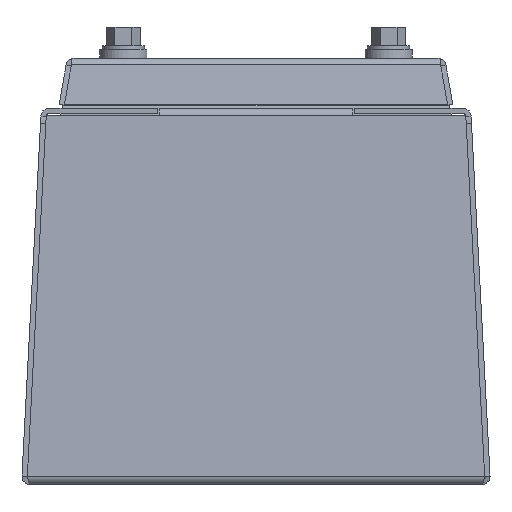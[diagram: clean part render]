
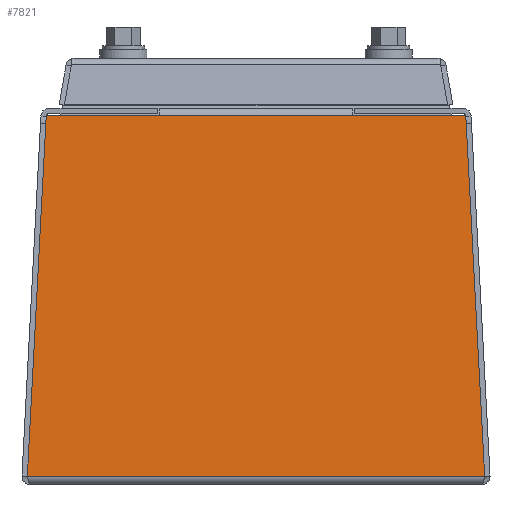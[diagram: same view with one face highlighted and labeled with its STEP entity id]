
A CAD part, left-side view. The second image highlights one B-rep face of the part: STEP entity #7821.
In plain terms, the highlighted planar face has unit normal (-0.999, 0, 0.052).
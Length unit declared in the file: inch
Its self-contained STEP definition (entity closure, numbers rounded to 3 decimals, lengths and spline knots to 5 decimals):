
#84 = CARTESIAN_POINT ( 'NONE',  ( -3.97242, -16.85702, 0.05998 ) ) ;
#208 = EDGE_CURVE ( 'NONE', #18178, #17196, #21536, .T. ) ;
#227 = VECTOR ( 'NONE', #6483, 39.37008 ) ;
#965 = ORIENTED_EDGE ( 'NONE', *, *, #208, .F. ) ;
#1291 = CARTESIAN_POINT ( 'NONE',  ( -3.77021, -16.85702, 3.9185 ) ) ;
#1518 = CARTESIAN_POINT ( 'NONE',  ( -3.97082, 2.43079, 0.0905 ) ) ;
#1644 = PLANE ( 'NONE',  #14826 ) ;
#2206 = ORIENTED_EDGE ( 'NONE', *, *, #17258, .T. ) ;
#2596 = CARTESIAN_POINT ( 'NONE',  ( -3.77021, 2.23017, 3.9185 ) ) ;
#2637 = VERTEX_POINT ( 'NONE', #21295 ) ;
#3557 = DIRECTION ( 'NONE',  ( 0.052, 0., 0.999 ) ) ;
#3642 = ORIENTED_EDGE ( 'NONE', *, *, #14256, .T. ) ;
#4356 = CARTESIAN_POINT ( 'NONE',  ( -3.77021, -2.23017, 3.9185 ) ) ;
#4890 = VERTEX_POINT ( 'NONE', #20802 ) ;
#5035 = DIRECTION ( 'NONE',  ( -0.999, 0., 0.052 ) ) ;
#5246 = CARTESIAN_POINT ( 'NONE',  ( -3.77021, 2.23017, 3.9185 ) ) ;
#5726 = LINE ( 'NONE', #9256, #21333 ) ;
#5951 = VERTEX_POINT ( 'NONE', #5246 ) ;
#6154 = CARTESIAN_POINT ( 'NONE',  ( -3.97082, -2.40194, 0.0905 ) ) ;
#6210 = DIRECTION ( 'NONE',  ( 0., 1., 0. ) ) ;
#6373 = VECTOR ( 'NONE', #11265, 39.37008 ) ;
#6483 = DIRECTION ( 'NONE',  ( 0., 1., 0. ) ) ;
#7090 = EDGE_CURVE ( 'NONE', #5951, #17196, #17995, .T. ) ;
#7417 = EDGE_LOOP ( 'NONE', ( #3642, #19679, #2206, #11344, #965, #19237 ) ) ;
#7821 = ADVANCED_FACE ( 'NONE', ( #15262 ), #1644, .T. ) ;
#7935 = VERTEX_POINT ( 'NONE', #4356 ) ;
#9256 = CARTESIAN_POINT ( 'NONE',  ( -3.77021, -16.85702, 3.9185 ) ) ;
#9904 = EDGE_CURVE ( 'NONE', #2637, #4890, #5726, .T. ) ;
#10887 = VECTOR ( 'NONE', #19913, 39.37008 ) ;
#10953 = DIRECTION ( 'NONE',  ( 0., 1., 0. ) ) ;
#11265 = DIRECTION ( 'NONE',  ( 0., 1., 0. ) ) ;
#11344 = ORIENTED_EDGE ( 'NONE', *, *, #7090, .T. ) ;
#12985 = LINE ( 'NONE', #16320, #16007 ) ;
#13100 = LINE ( 'NONE', #13311, #17866 ) ;
#13311 = CARTESIAN_POINT ( 'NONE',  ( -3.77021, -16.85702, 3.9185 ) ) ;
#13835 = EDGE_CURVE ( 'NONE', #18178, #7935, #12985, .T. ) ;
#14256 = EDGE_CURVE ( 'NONE', #7935, #2637, #15014, .T. ) ;
#14826 = AXIS2_PLACEMENT_3D ( 'NONE', #84, #5035, #3557 ) ;
#15014 = LINE ( 'NONE', #1291, #227 ) ;
#15262 = FACE_OUTER_BOUND ( 'NONE', #7417, .T. ) ;
#15910 = CARTESIAN_POINT ( 'NONE',  ( -3.97082, -2.43079, 0.0905 ) ) ;
#16007 = VECTOR ( 'NONE', #16637, 39.37008 ) ;
#16320 = CARTESIAN_POINT ( 'NONE',  ( -3.97082, -2.43079, 0.0905 ) ) ;
#16637 = DIRECTION ( 'NONE',  ( 0.052, 0.052, 0.997 ) ) ;
#17196 = VERTEX_POINT ( 'NONE', #1518 ) ;
#17258 = EDGE_CURVE ( 'NONE', #4890, #5951, #13100, .T. ) ;
#17866 = VECTOR ( 'NONE', #6210, 39.37008 ) ;
#17995 = LINE ( 'NONE', #2596, #10887 ) ;
#18178 = VERTEX_POINT ( 'NONE', #15910 ) ;
#19237 = ORIENTED_EDGE ( 'NONE', *, *, #13835, .T. ) ;
#19679 = ORIENTED_EDGE ( 'NONE', *, *, #9904, .T. ) ;
#19913 = DIRECTION ( 'NONE',  ( -0.052, 0.052, -0.997 ) ) ;
#20802 = CARTESIAN_POINT ( 'NONE',  ( -3.77021, 1.02773, 3.9185 ) ) ;
#21295 = CARTESIAN_POINT ( 'NONE',  ( -3.77021, -1.02773, 3.9185 ) ) ;
#21333 = VECTOR ( 'NONE', #10953, 39.37008 ) ;
#21536 = LINE ( 'NONE', #6154, #6373 ) ;
